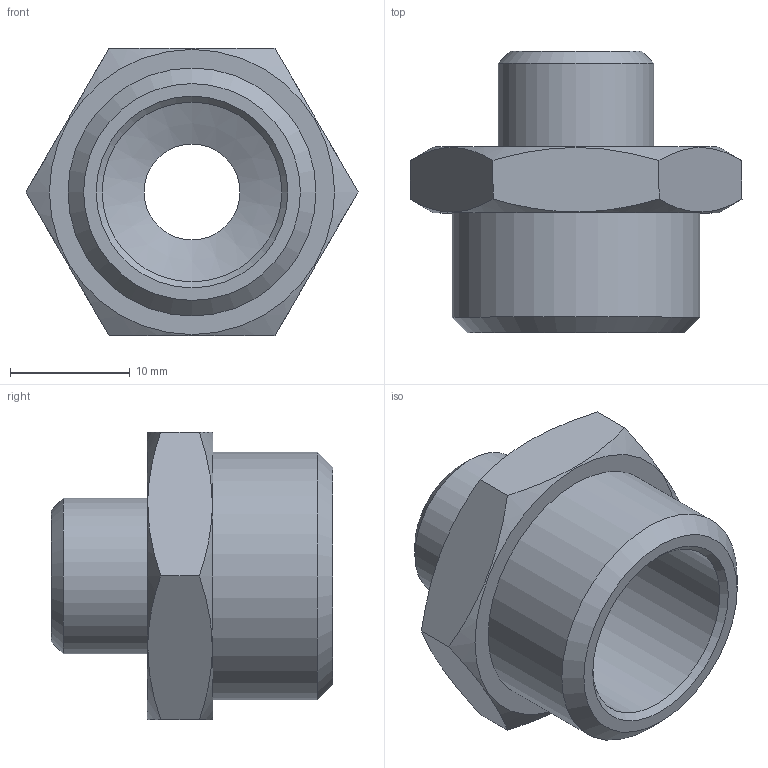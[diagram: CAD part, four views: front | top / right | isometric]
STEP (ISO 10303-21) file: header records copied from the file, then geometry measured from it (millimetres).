
FILE_DESCRIPTION(( 'RA.11.14.12.stp' ), '1');
FILE_NAME( 'RA.11.14.12.stp', '2019-01-09T08:21:56',( 'Sopra'),('sopra-pneumatic.com'), 'SwSTEP 2.0','SolidWorks 2009','' );
FILE_SCHEMA( ( 'CONFIG_CONTROL_DESIGN' ) );
Length unit declared in the file: millimetre
Products named in the file (1): NONE
Bounding box: 27.71 x 23.5 x 24 mm (x, y, z)
Volume: 4277.9 mm3; surface area: 3015.9 mm2
Topology: 1 solids, 1 shells, 20 faces, 44 edges, 28 vertices
Faces by surface type: plane 10, cone 6, cylinder 4
Full cylindrical faces by diameter (mm): 8 x1, 13 x1, 15 x1, 20.7 x1
Entity records: 726 total; most frequent: CARTESIAN_POINT 297, DIRECTION 74, ORIENTED_EDGE 66, AXIS2_PLACEMENT_3D 34, EDGE_LOOP 34, EDGE_CURVE 33, VERTEX_POINT 27, FACE_OUTER_BOUND 24
